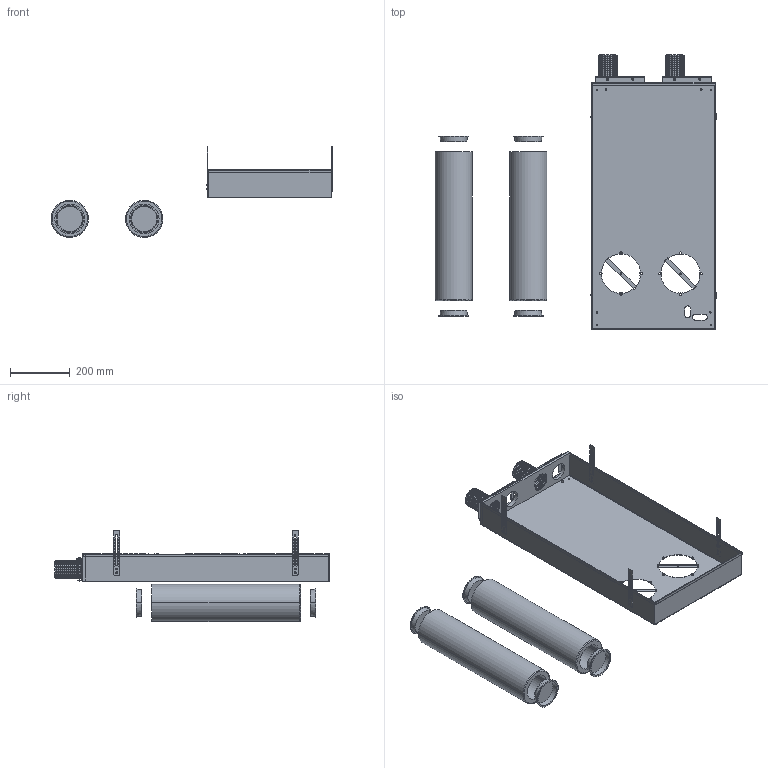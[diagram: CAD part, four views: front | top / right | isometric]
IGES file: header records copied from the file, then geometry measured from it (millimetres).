
Start section: Elysium IGES Interface
Global section: file name: Dummy_geniovent.duo_Z-SR.igs; native system: PTC Creo Elements/Direct Modeling 19.0C  15-Aug-2015; preprocessor: Creo Element/Direct IGES_3D V2.2; author: Unknown; organization: Unknown; date: 20160725.172746; units: millimetre
Bounding box: 946.1 x 922.7 x 305.81 mm (x, y, z)
Volume: 6973388.3 mm3; surface area: 2073120.6 mm2
Topology: 13 solids, 13 shells, 2006 faces, 5186 edges, 3260 vertices
Faces by surface type: bspline 2006
